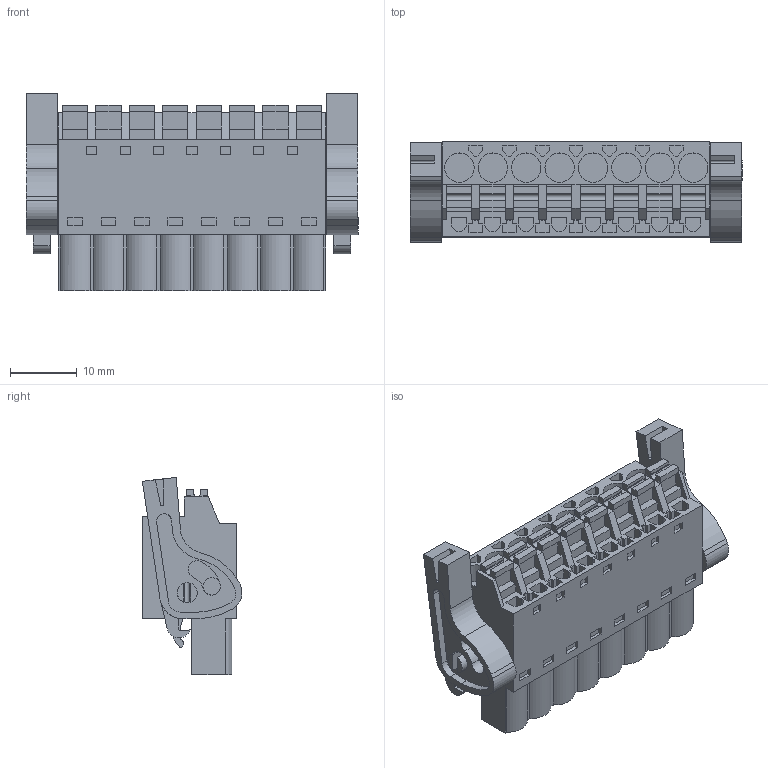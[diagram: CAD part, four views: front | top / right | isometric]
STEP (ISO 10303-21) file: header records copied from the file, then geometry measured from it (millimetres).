
FILE_DESCRIPTION(('CATIA V5 STEP Exchange','CAx-IF Rec.Pracs.--- Model Styling and Organization---1.2---2011-12-15'),'2;1');
FILE_NAME ('D1446680_0_1016410000_1016410000.stp','2017-04-27T13:19:09+00:00',('none'),('Weidmueller'),'CATIA Version 5-6 Release 2014','CATIA V5 STEP AP214','none');
FILE_SCHEMA(('AUTOMOTIVE_DESIGN { 1 0 10303 214 1 1 1 1 }'));
Length unit declared in the file: millimetre
Products named in the file (1): 1016410000
Bounding box: 49.7 x 14.96 x 29.52 mm (x, y, z)
Volume: 11147.3 mm3; surface area: 7274.2 mm2
Topology: 11 solids, 11 shells, 797 faces, 2283 edges, 1581 vertices
Faces by surface type: plane 667, cylinder 126, extrusion 4
Entity records: 25053 total; most frequent: CARTESIAN_POINT 4743, ORIENTED_EDGE 4566, DIRECTION 3351, EDGE_CURVE 2283, VECTOR 1996, LINE 1992, VERTEX_POINT 1581, EDGE_LOOP 892
